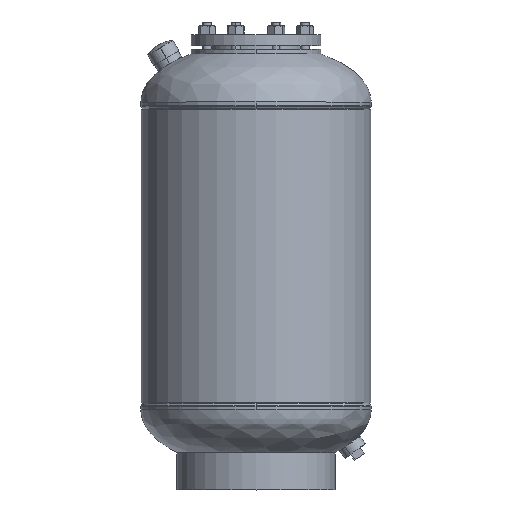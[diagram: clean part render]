
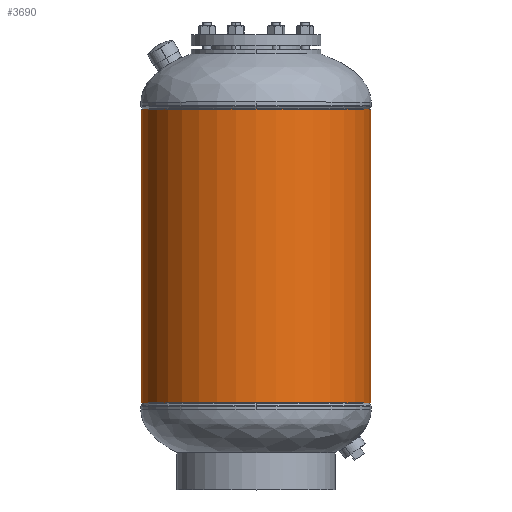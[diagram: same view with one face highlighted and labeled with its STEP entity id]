
A CAD part, top view. The second image highlights one B-rep face of the part: STEP entity #3690.
In plain terms, the highlighted cylindrical face has radius 202.463 mm (diameter 404.927 mm), a full revolution.
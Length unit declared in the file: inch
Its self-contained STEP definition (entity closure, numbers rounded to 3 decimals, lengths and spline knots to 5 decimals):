
#14 = VECTOR ( 'NONE', #9700, 39.37008 ) ;
#3690 = ADVANCED_FACE ( 'NONE', ( #12647 ), #8344, .T. ) ;
#4357 = VERTEX_POINT ( 'NONE', #16590 ) ;
#6238 = EDGE_CURVE ( 'NONE', #20880, #4357, #16244, .T. ) ;
#6494 = ORIENTED_EDGE ( 'NONE', *, *, #20863, .F. ) ;
#6883 = EDGE_CURVE ( 'NONE', #4357, #23017, #9974, .T. ) ;
#6966 = EDGE_CURVE ( 'NONE', #20880, #15017, #8355, .T. ) ;
#7876 = DIRECTION ( 'NONE',  ( 0., -1., 0. ) ) ;
#8006 = CARTESIAN_POINT ( 'NONE',  ( 0., 0., 0. ) ) ;
#8344 = CYLINDRICAL_SURFACE ( 'NONE', #14622, 7.971 ) ;
#8355 = CIRCLE ( 'NONE', #23829, 7.971 ) ;
#8378 = DIRECTION ( 'NONE',  ( 0., -1., 0. ) ) ;
#9083 = ORIENTED_EDGE ( 'NONE', *, *, #6238, .T. ) ;
#9700 = DIRECTION ( 'NONE',  ( 0., 1., 0. ) ) ;
#9974 = CIRCLE ( 'NONE', #18128, 7.971 ) ;
#12240 = CARTESIAN_POINT ( 'NONE',  ( 0., 20.375, -7.971 ) ) ;
#12276 = CARTESIAN_POINT ( 'NONE',  ( 0.00139, 0., -7.971 ) ) ;
#12647 = FACE_OUTER_BOUND ( 'NONE', #17265, .T. ) ;
#14622 = AXIS2_PLACEMENT_3D ( 'NONE', #16498, #23781, #22110 ) ;
#15017 = VERTEX_POINT ( 'NONE', #15620 ) ;
#15320 = CARTESIAN_POINT ( 'NONE',  ( 0.00139, 0., -7.971 ) ) ;
#15440 = CARTESIAN_POINT ( 'NONE',  ( 0., 0., -7.971 ) ) ;
#15620 = CARTESIAN_POINT ( 'NONE',  ( 0., 0., -7.971 ) ) ;
#15652 = DIRECTION ( 'NONE',  ( 0., 0., -1. ) ) ;
#16066 = VECTOR ( 'NONE', #20084, 39.37008 ) ;
#16244 = LINE ( 'NONE', #12276, #16066 ) ;
#16498 = CARTESIAN_POINT ( 'NONE',  ( 0., 0., 0. ) ) ;
#16590 = CARTESIAN_POINT ( 'NONE',  ( 0.00139, 20.375, -7.971 ) ) ;
#17265 = EDGE_LOOP ( 'NONE', ( #6494, #20382, #9083, #17775 ) ) ;
#17564 = CARTESIAN_POINT ( 'NONE',  ( 0., 20.375, 0. ) ) ;
#17775 = ORIENTED_EDGE ( 'NONE', *, *, #6883, .T. ) ;
#18128 = AXIS2_PLACEMENT_3D ( 'NONE', #17564, #8378, #19998 ) ;
#19998 = DIRECTION ( 'NONE',  ( 0., 0., -1. ) ) ;
#20084 = DIRECTION ( 'NONE',  ( 0., 1., 0. ) ) ;
#20382 = ORIENTED_EDGE ( 'NONE', *, *, #6966, .F. ) ;
#20863 = EDGE_CURVE ( 'NONE', #15017, #23017, #23349, .T. ) ;
#20880 = VERTEX_POINT ( 'NONE', #15320 ) ;
#22110 = DIRECTION ( 'NONE',  ( 0., 0., -1. ) ) ;
#23017 = VERTEX_POINT ( 'NONE', #12240 ) ;
#23349 = LINE ( 'NONE', #15440, #14 ) ;
#23781 = DIRECTION ( 'NONE',  ( 0., -1., 0. ) ) ;
#23829 = AXIS2_PLACEMENT_3D ( 'NONE', #8006, #7876, #15652 ) ;
